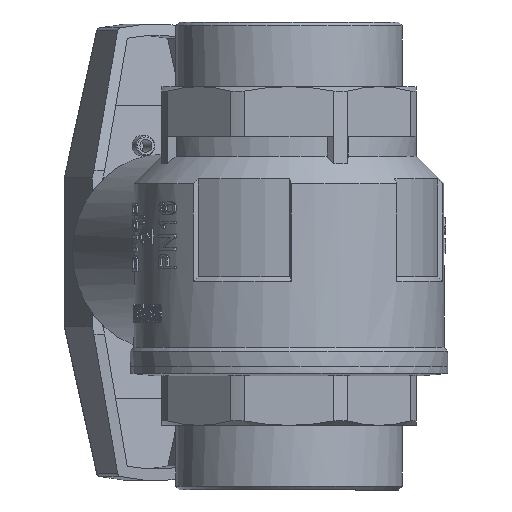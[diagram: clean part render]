
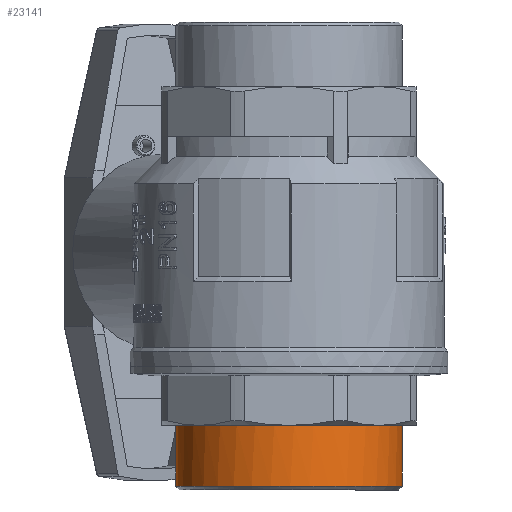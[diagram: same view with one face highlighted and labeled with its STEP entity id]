
A CAD part, left-side view. The second image highlights one B-rep face of the part: STEP entity #23141.
In plain terms, the highlighted cylindrical face has radius 29.807 mm (diameter 59.614 mm), a full revolution.
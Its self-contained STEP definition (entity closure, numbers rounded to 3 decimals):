
#1742=CYLINDRICAL_SURFACE('',#32929,29.807);
#2066=CIRCLE('',#32930,29.807);
#2067=CIRCLE('',#32931,29.807);
#2689=ORIENTED_EDGE('',*,*,#9887,.T.);
#2690=ORIENTED_EDGE('',*,*,#9888,.T.);
#9887=EDGE_CURVE('',#13518,#13518,#2066,.T.);
#9888=EDGE_CURVE('',#13519,#13519,#2067,.T.);
#13518=VERTEX_POINT('',#45208);
#13519=VERTEX_POINT('',#45210);
#18996=EDGE_LOOP('',(#2689));
#18997=EDGE_LOOP('',(#2690));
#20508=FACE_BOUND('',#18996,.T.);
#20509=FACE_BOUND('',#18997,.T.);
#23141=ADVANCED_FACE('',(#20508,#20509),#1742,.T.);
#32929=AXIS2_PLACEMENT_3D('',#45206,#36543,#36544);
#32930=AXIS2_PLACEMENT_3D('',#45207,#36545,#36546);
#32931=AXIS2_PLACEMENT_3D('',#45209,#36547,#36548);
#36543=DIRECTION('',(0.,0.,-1.));
#36544=DIRECTION('',(0.924,0.383,0.));
#36545=DIRECTION('',(0.,0.,1.));
#36546=DIRECTION('',(1.,0.,0.));
#36547=DIRECTION('',(0.,0.,-1.));
#36548=DIRECTION('',(0.924,0.383,0.));
#45206=CARTESIAN_POINT('',(0.,0.,47.163));
#45207=CARTESIAN_POINT('',(0.,0.,32.003));
#45208=CARTESIAN_POINT('',(29.807,0.,32.003));
#45209=CARTESIAN_POINT('',(0.,0.,48.));
#45210=CARTESIAN_POINT('',(27.538,11.407,48.));
